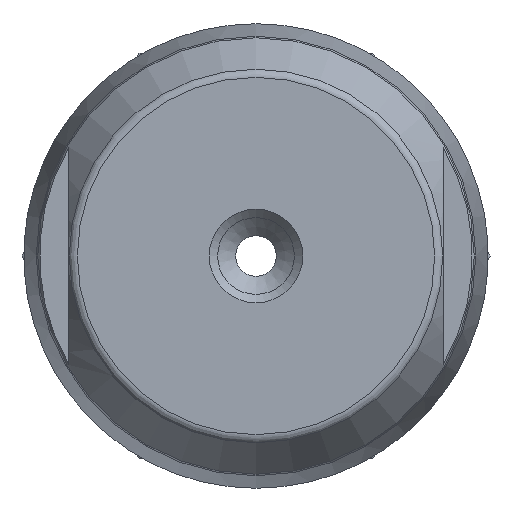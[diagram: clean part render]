
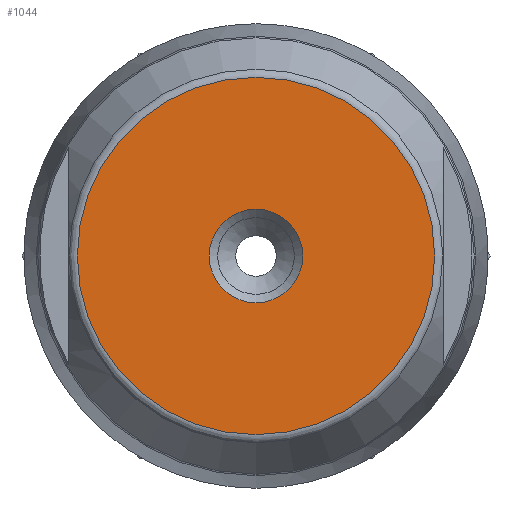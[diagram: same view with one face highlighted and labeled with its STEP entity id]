
A CAD part, front view. The second image highlights one B-rep face of the part: STEP entity #1044.
In plain terms, the highlighted planar face has unit normal (0, -1, 0).
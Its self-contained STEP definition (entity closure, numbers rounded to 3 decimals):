
#88=PLANE('',#1213);
#311=ORIENTED_EDGE('',*,*,#484,.T.);
#312=ORIENTED_EDGE('',*,*,#485,.F.);
#484=EDGE_CURVE('',#587,#587,#666,.T.);
#485=EDGE_CURVE('',#588,#588,#667,.T.);
#587=VERTEX_POINT('',#1842);
#588=VERTEX_POINT('',#1844);
#666=CIRCLE('',#1214,5.73);
#667=CIRCLE('',#1215,1.5);
#766=EDGE_LOOP('',(#311));
#767=EDGE_LOOP('',(#312));
#911=FACE_BOUND('',#766,.T.);
#912=FACE_BOUND('',#767,.T.);
#1044=ADVANCED_FACE('',(#911,#912),#88,.T.);
#1213=AXIS2_PLACEMENT_3D('',#1840,#1466,#1467);
#1214=AXIS2_PLACEMENT_3D('',#1841,#1468,#1469);
#1215=AXIS2_PLACEMENT_3D('',#1843,#1470,#1471);
#1466=DIRECTION('',(0.,-1.,0.));
#1467=DIRECTION('',(0.,0.,-1.));
#1468=DIRECTION('',(0.,-1.,0.));
#1469=DIRECTION('',(0.,0.,-1.));
#1470=DIRECTION('',(0.,-1.,0.));
#1471=DIRECTION('',(0.,0.,-1.));
#1840=CARTESIAN_POINT('',(0.65,-23.8,0.));
#1841=CARTESIAN_POINT('',(0.,-23.8,0.));
#1842=CARTESIAN_POINT('',(0.,-23.8,-5.73));
#1843=CARTESIAN_POINT('',(0.,-23.8,0.));
#1844=CARTESIAN_POINT('',(0.,-23.8,-1.5));
